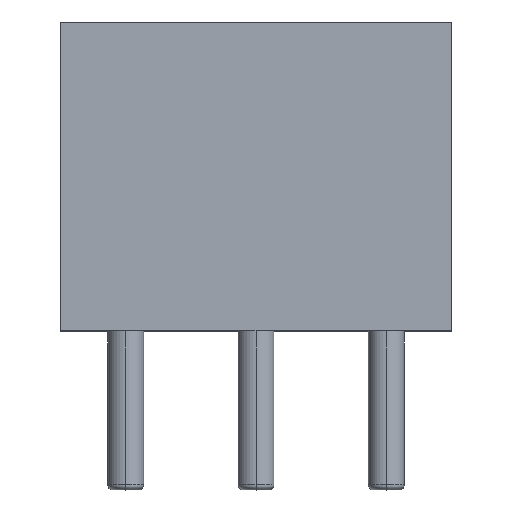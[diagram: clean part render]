
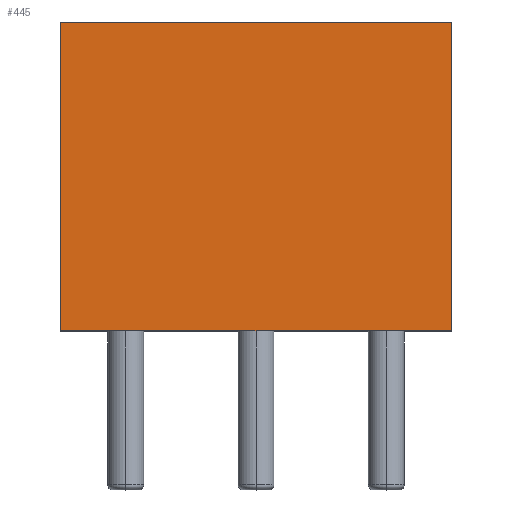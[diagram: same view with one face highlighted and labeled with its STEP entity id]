
A CAD part, top view. The second image highlights one B-rep face of the part: STEP entity #445.
In plain terms, the highlighted planar face has unit normal (0, 0, 1).
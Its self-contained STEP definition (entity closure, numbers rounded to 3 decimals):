
#2 = VERTEX_POINT ( 'NONE', #583 ) ;
#56 = EDGE_CURVE ( 'NONE', #1381, #1549, #1530, .T. ) ;
#123 = CARTESIAN_POINT ( 'NONE',  ( 0., 6., 2.54 ) ) ;
#171 = PLANE ( 'NONE',  #780 ) ;
#300 = DIRECTION ( 'NONE',  ( 0., 0., -1. ) ) ;
#307 = EDGE_CURVE ( 'NONE', #1549, #1547, #1800, .T. ) ;
#379 = CARTESIAN_POINT ( 'NONE',  ( 0., 0., 2.54 ) ) ;
#390 = LINE ( 'NONE', #1102, #1683 ) ;
#445 = ADVANCED_FACE ( 'NONE', ( #1722 ), #171, .F. ) ;
#451 = CARTESIAN_POINT ( 'NONE',  ( 0., 0., 2.54 ) ) ;
#461 = ORIENTED_EDGE ( 'NONE', *, *, #1299, .T. ) ;
#583 = CARTESIAN_POINT ( 'NONE',  ( 7.62, 6., 2.54 ) ) ;
#759 = ORIENTED_EDGE ( 'NONE', *, *, #56, .T. ) ;
#780 = AXIS2_PLACEMENT_3D ( 'NONE', #1767, #300, #1070 ) ;
#968 = EDGE_CURVE ( 'NONE', #1547, #2, #390, .T. ) ;
#999 = DIRECTION ( 'NONE',  ( -1., 0., 0. ) ) ;
#1070 = DIRECTION ( 'NONE',  ( -1., 0., 0. ) ) ;
#1102 = CARTESIAN_POINT ( 'NONE',  ( 7.62, 0., 2.54 ) ) ;
#1110 = VECTOR ( 'NONE', #1696, 1000. ) ;
#1195 = DIRECTION ( 'NONE',  ( 1., 0., 0. ) ) ;
#1233 = ORIENTED_EDGE ( 'NONE', *, *, #968, .T. ) ;
#1287 = DIRECTION ( 'NONE',  ( 0., 1., 0. ) ) ;
#1299 = EDGE_CURVE ( 'NONE', #2, #1381, #1727, .T. ) ;
#1354 = CARTESIAN_POINT ( 'NONE',  ( 7.62, 0., 2.54 ) ) ;
#1381 = VERTEX_POINT ( 'NONE', #1633 ) ;
#1465 = EDGE_LOOP ( 'NONE', ( #759, #1656, #1233, #461 ) ) ;
#1530 = LINE ( 'NONE', #379, #1110 ) ;
#1547 = VERTEX_POINT ( 'NONE', #1354 ) ;
#1549 = VERTEX_POINT ( 'NONE', #451 ) ;
#1571 = VECTOR ( 'NONE', #1195, 1000. ) ;
#1621 = CARTESIAN_POINT ( 'NONE',  ( 0., 0., 2.54 ) ) ;
#1633 = CARTESIAN_POINT ( 'NONE',  ( 0., 6., 2.54 ) ) ;
#1656 = ORIENTED_EDGE ( 'NONE', *, *, #307, .T. ) ;
#1683 = VECTOR ( 'NONE', #1287, 1000. ) ;
#1696 = DIRECTION ( 'NONE',  ( 0., -1., 0. ) ) ;
#1722 = FACE_OUTER_BOUND ( 'NONE', #1465, .T. ) ;
#1727 = LINE ( 'NONE', #123, #1806 ) ;
#1767 = CARTESIAN_POINT ( 'NONE',  ( 0., 6., 2.54 ) ) ;
#1800 = LINE ( 'NONE', #1621, #1571 ) ;
#1806 = VECTOR ( 'NONE', #999, 1000. ) ;
